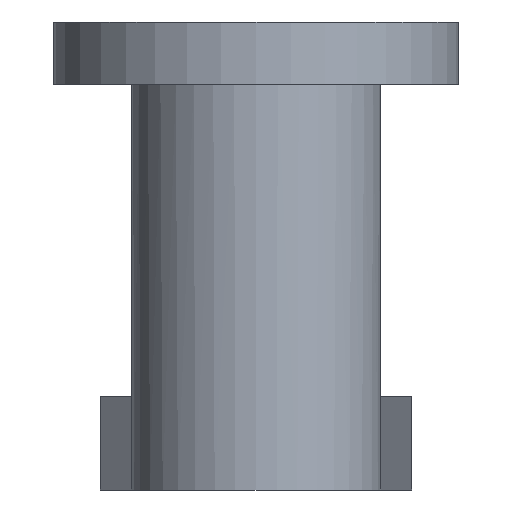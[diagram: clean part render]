
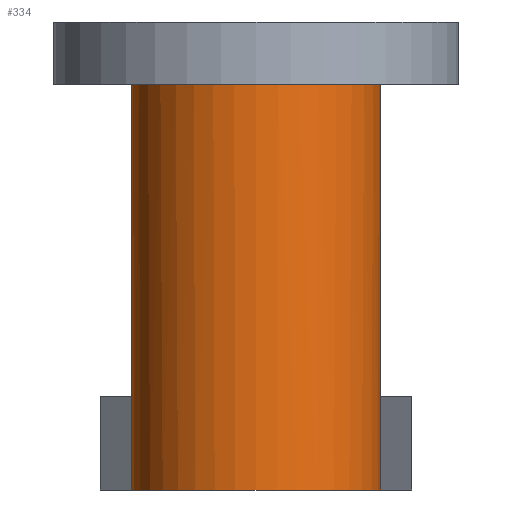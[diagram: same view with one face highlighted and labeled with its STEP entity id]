
A CAD part, left-side view. The second image highlights one B-rep face of the part: STEP entity #334.
In plain terms, the highlighted cylindrical face has radius 4 mm (diameter 8 mm), a full revolution.
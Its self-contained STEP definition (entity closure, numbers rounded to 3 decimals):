
#45=FACE_OUTER_BOUND('',#68,.T.);
#68=EDGE_LOOP('',(#280,#281,#282,#283,#284,#285,#286,#287));
#89=LINE('',#546,#116);
#95=LINE('',#561,#122);
#96=LINE('',#570,#123);
#116=VECTOR('',#444,10.);
#122=VECTOR('',#458,10.);
#123=VECTOR('',#471,4.);
#142=CIRCLE('',#378,4.);
#143=CIRCLE('',#379,4.);
#144=CIRCLE('',#381,4.);
#145=CIRCLE('',#383,4.);
#165=VERTEX_POINT('',#543);
#166=VERTEX_POINT('',#545);
#170=VERTEX_POINT('',#557);
#171=VERTEX_POINT('',#559);
#172=VERTEX_POINT('',#563);
#173=VERTEX_POINT('',#569);
#201=EDGE_CURVE('',#165,#166,#89,.T.);
#209=EDGE_CURVE('',#170,#171,#95,.T.);
#210=EDGE_CURVE('',#166,#172,#142,.T.);
#211=EDGE_CURVE('',#172,#171,#143,.T.);
#212=EDGE_CURVE('',#170,#165,#144,.T.);
#213=EDGE_CURVE('',#172,#173,#96,.T.);
#214=EDGE_CURVE('',#173,#173,#145,.T.);
#280=ORIENTED_EDGE('',*,*,#212,.F.);
#281=ORIENTED_EDGE('',*,*,#209,.T.);
#282=ORIENTED_EDGE('',*,*,#211,.F.);
#283=ORIENTED_EDGE('',*,*,#213,.T.);
#284=ORIENTED_EDGE('',*,*,#214,.F.);
#285=ORIENTED_EDGE('',*,*,#213,.F.);
#286=ORIENTED_EDGE('',*,*,#210,.F.);
#287=ORIENTED_EDGE('',*,*,#201,.F.);
#318=CYLINDRICAL_SURFACE('',#382,4.);
#334=ADVANCED_FACE('',(#45),#318,.T.);
#378=AXIS2_PLACEMENT_3D('',#564,#461,#462);
#379=AXIS2_PLACEMENT_3D('',#565,#463,#464);
#381=AXIS2_PLACEMENT_3D('',#567,#467,#468);
#382=AXIS2_PLACEMENT_3D('',#568,#469,#470);
#383=AXIS2_PLACEMENT_3D('',#571,#472,#473);
#444=DIRECTION('',(0.,0.,-1.));
#458=DIRECTION('',(0.,0.,-1.));
#461=DIRECTION('center_axis',(0.,0.,
-1.));
#462=DIRECTION('ref_axis',(-0.05,-0.999,0.));
#463=DIRECTION('center_axis',(0.,0.,
-1.));
#464=DIRECTION('ref_axis',(-0.05,-0.999,0.));
#467=DIRECTION('center_axis',(0.,0.,
-1.));
#468=DIRECTION('ref_axis',(1.,0.,0.));
#469=DIRECTION('center_axis',(0.,0.,-1.));
#470=DIRECTION('ref_axis',(1.,0.,0.));
#471=DIRECTION('',(0.,0.,1.));
#472=DIRECTION('center_axis',(0.,0.,
1.));
#473=DIRECTION('ref_axis',(1.,0.,0.));
#543=CARTESIAN_POINT('',(213.106,35.556,-16.484));
#545=CARTESIAN_POINT('',(213.106,35.556,-19.484));
#546=CARTESIAN_POINT('',(213.106,35.556,-16.484));
#557=CARTESIAN_POINT('',(213.106,43.546,-16.484));
#559=CARTESIAN_POINT('',(213.106,43.546,-19.484));
#561=CARTESIAN_POINT('',(213.106,43.546,-16.484));
#563=CARTESIAN_POINT('',(209.306,39.551,-19.484));
#564=CARTESIAN_POINT('Origin',(213.306,39.551,-19.484));
#565=CARTESIAN_POINT('Origin',(213.306,39.551,-19.484));
#567=CARTESIAN_POINT('Origin',(213.306,39.551,-16.484));
#568=CARTESIAN_POINT('Origin',(213.306,39.551,-6.484));
#569=CARTESIAN_POINT('',(209.306,39.551,-6.484));
#570=CARTESIAN_POINT('',(209.306,39.551,-6.484));
#571=CARTESIAN_POINT('Origin',(213.306,39.551,-6.484));
